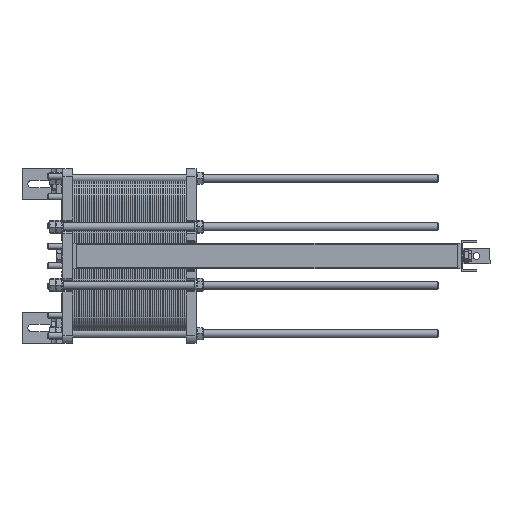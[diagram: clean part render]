
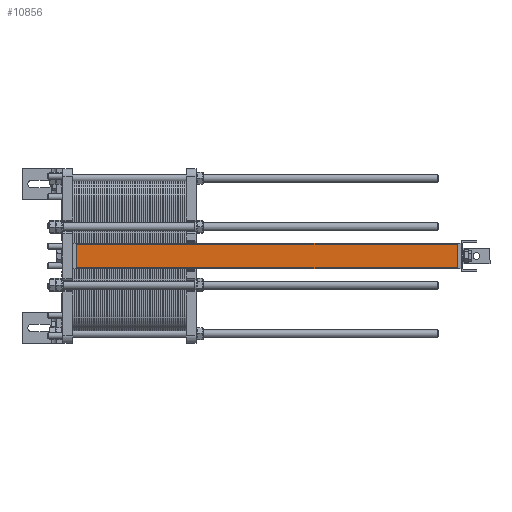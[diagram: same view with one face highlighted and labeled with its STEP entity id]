
A CAD part, left-side view. The second image highlights one B-rep face of the part: STEP entity #10856.
In plain terms, the highlighted face is planar.
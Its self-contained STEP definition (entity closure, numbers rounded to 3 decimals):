
#1215=PLANE('',#12418);
#1768=FACE_OUTER_BOUND('',#2490,.T.);
#2490=EDGE_LOOP('',(#9039,#9040,#9041,#9042));
#3386=LINE('',#18337,#4136);
#3387=LINE('',#18339,#4137);
#3388=LINE('',#18341,#4138);
#3389=LINE('',#18342,#4139);
#4136=VECTOR('',#14934,10.);
#4137=VECTOR('',#14935,10.);
#4138=VECTOR('',#14936,10.);
#4139=VECTOR('',#14937,10.);
#5583=VERTEX_POINT('',#18335);
#5584=VERTEX_POINT('',#18336);
#5585=VERTEX_POINT('',#18338);
#5586=VERTEX_POINT('',#18340);
#6828=EDGE_CURVE('',#5583,#5584,#3386,.T.);
#6829=EDGE_CURVE('',#5583,#5585,#3387,.T.);
#6830=EDGE_CURVE('',#5586,#5585,#3388,.T.);
#6831=EDGE_CURVE('',#5584,#5586,#3389,.T.);
#9039=ORIENTED_EDGE('',*,*,#6828,.F.);
#9040=ORIENTED_EDGE('',*,*,#6829,.T.);
#9041=ORIENTED_EDGE('',*,*,#6830,.F.);
#9042=ORIENTED_EDGE('',*,*,#6831,.F.);
#10856=ADVANCED_FACE('',(#1768),#1215,.T.);
#12418=AXIS2_PLACEMENT_3D('',#18334,#14932,#14933);
#14932=DIRECTION('center_axis',(1.,0.,0.));
#14933=DIRECTION('ref_axis',(0.,0.,-1.));
#14934=DIRECTION('',(0.,0.,1.));
#14935=DIRECTION('',(0.,1.,0.));
#14936=DIRECTION('',(0.,0.,-1.));
#14937=DIRECTION('',(0.,1.,0.));
#18334=CARTESIAN_POINT('Origin',(1291.823,0.,-192.298));
#18335=CARTESIAN_POINT('',(1291.823,0.,-257.298));
#18336=CARTESIAN_POINT('',(1291.823,0.,-192.298));
#18337=CARTESIAN_POINT('',(1291.823,0.,-257.298));
#18338=CARTESIAN_POINT('',(1291.823,980.,-257.298));
#18339=CARTESIAN_POINT('',(1291.823,0.,-257.298));
#18340=CARTESIAN_POINT('',(1291.823,980.,-192.298));
#18341=CARTESIAN_POINT('',(1291.823,980.,-257.298));
#18342=CARTESIAN_POINT('',(1291.823,0.,-192.298));
